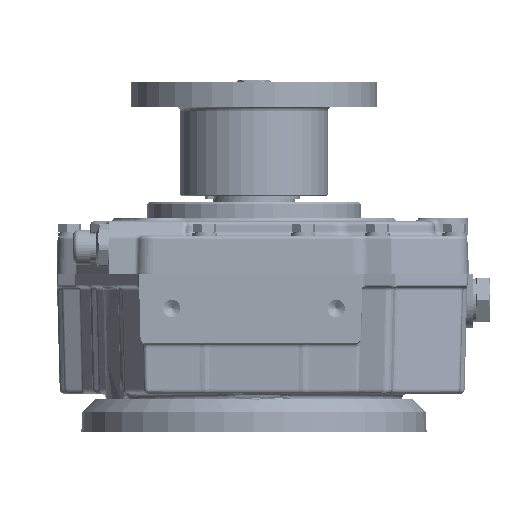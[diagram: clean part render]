
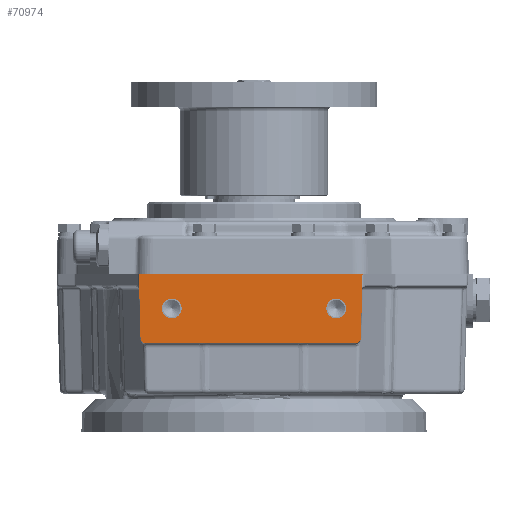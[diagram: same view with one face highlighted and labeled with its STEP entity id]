
A CAD part, left-side view. The second image highlights one B-rep face of the part: STEP entity #70974.
In plain terms, the highlighted planar face has unit normal (-1, 0, 0).
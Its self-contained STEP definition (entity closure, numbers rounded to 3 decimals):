
#65480 = VERTEX_POINT ( 'NONE', #133346 ) ;
#65482 = EDGE_CURVE ( 'NONE', #65480, #65483, #133531, .T. ) ;
#65483 = VERTEX_POINT ( 'NONE', #133521 ) ;
#65575 = VERTEX_POINT ( 'NONE', #133955 ) ;
#65667 = EDGE_CURVE ( 'NONE', #65575, #65670, #134593, .T. ) ;
#65670 = VERTEX_POINT ( 'NONE', #134579 ) ;
#67075 = VERTEX_POINT ( 'NONE', #144856 ) ;
#67077 = EDGE_CURVE ( 'NONE', #67079, #67075, #144851, .T. ) ;
#67079 = VERTEX_POINT ( 'NONE', #144844 ) ;
#70794 = EDGE_CURVE ( 'NONE', #70796, #67079, #168907, .T. ) ;
#70796 = VERTEX_POINT ( 'NONE', #168872 ) ;
#70811 = EDGE_CURVE ( 'NONE', #67075, #70853, #169151, .T. ) ;
#70853 = VERTEX_POINT ( 'NONE', #169253 ) ;
#70893 = VERTEX_POINT ( 'NONE', #169533 ) ;
#70908 = VERTEX_POINT ( 'NONE', #169578 ) ;
#70929 = EDGE_CURVE ( 'NONE', #70908, #70796, #169638, .T. ) ;
#70941 = EDGE_LOOP ( 'NONE', ( #70942, #70943, #70945, #70946, #70947, #70949 ) ) ;
#70942 = ORIENTED_EDGE ( 'NONE', *, *, #70973, .T. ) ;
#70943 = ORIENTED_EDGE ( 'NONE', *, *, #70992, .T. ) ;
#70945 = ORIENTED_EDGE ( 'NONE', *, *, #70929, .T. ) ;
#70946 = ORIENTED_EDGE ( 'NONE', *, *, #70794, .T. ) ;
#70947 = ORIENTED_EDGE ( 'NONE', *, *, #67077, .T. ) ;
#70949 = ORIENTED_EDGE ( 'NONE', *, *, #70811, .T. ) ;
#70973 = EDGE_CURVE ( 'NONE', #70853, #70893, #169953, .T. ) ;
#70974 = ADVANCED_FACE ( 'NONE', ( #169912, #169911, #169910 ), #170040, .F. ) ;
#70976 = EDGE_LOOP ( 'NONE', ( #70977, #70979 ) ) ;
#70977 = ORIENTED_EDGE ( 'NONE', *, *, #70978, .F. ) ;
#70978 = EDGE_CURVE ( 'NONE', #65483, #65480, #170020, .T. ) ;
#70979 = ORIENTED_EDGE ( 'NONE', *, *, #65482, .F. ) ;
#70980 = EDGE_LOOP ( 'NONE', ( #70981, #70984 ) ) ;
#70981 = ORIENTED_EDGE ( 'NONE', *, *, #70983, .F. ) ;
#70983 = EDGE_CURVE ( 'NONE', #65670, #65575, #169998, .T. ) ;
#70984 = ORIENTED_EDGE ( 'NONE', *, *, #65667, .F. ) ;
#70992 = EDGE_CURVE ( 'NONE', #70893, #70908, #169973, .T. ) ;
#133346 = CARTESIAN_POINT ( 'NONE',  ( -225., 50., -27. ) ) ;
#133521 = CARTESIAN_POINT ( 'NONE',  ( -225., 50., -15. ) ) ;
#133524 = DIRECTION ( 'NONE',  ( 0., 0., 1. ) ) ;
#133526 = DIRECTION ( 'NONE',  ( -1., 0., 0. ) ) ;
#133528 = CARTESIAN_POINT ( 'NONE',  ( -225., 50., -21. ) ) ;
#133529 = AXIS2_PLACEMENT_3D ( 'NONE', #133528, #133526, #133524 ) ;
#133531 = CIRCLE ( 'NONE', #133529, 6. ) ;
#133955 = CARTESIAN_POINT ( 'NONE',  ( -225., -50., -27. ) ) ;
#134579 = CARTESIAN_POINT ( 'NONE',  ( -225., -50., -15. ) ) ;
#134581 = DIRECTION ( 'NONE',  ( 0., 0., 1. ) ) ;
#134584 = DIRECTION ( 'NONE',  ( -1., 0., 0. ) ) ;
#134588 = CARTESIAN_POINT ( 'NONE',  ( -225., -50., -21. ) ) ;
#134591 = AXIS2_PLACEMENT_3D ( 'NONE', #134588, #134584, #134581 ) ;
#134593 = CIRCLE ( 'NONE', #134591, 6. ) ;
#144844 = CARTESIAN_POINT ( 'NONE',  ( -225., -66., 0. ) ) ;
#144846 = DIRECTION ( 'NONE',  ( 0., 1., 0. ) ) ;
#144847 = VECTOR ( 'NONE', #144846, 1000. ) ;
#144849 = CARTESIAN_POINT ( 'NONE',  ( -225., -66., 0. ) ) ;
#144851 = LINE ( 'NONE', #144849, #144847 ) ;
#144856 = CARTESIAN_POINT ( 'NONE',  ( -225., 70., 0. ) ) ;
#168872 = CARTESIAN_POINT ( 'NONE',  ( -225., -64.977, -39.079 ) ) ;
#168878 = DIRECTION ( 'NONE',  ( 0., -0.026, 1. ) ) ;
#168879 = VECTOR ( 'NONE', #168878, 1000. ) ;
#168881 = CARTESIAN_POINT ( 'NONE',  ( -225., -66., 0. ) ) ;
#168907 = LINE ( 'NONE', #168881, #168879 ) ;
#169145 = DIRECTION ( 'NONE',  ( 0., -0.026, -1. ) ) ;
#169147 = VECTOR ( 'NONE', #169145, 1000. ) ;
#169150 = CARTESIAN_POINT ( 'NONE',  ( -225., 70., 0. ) ) ;
#169151 = LINE ( 'NONE', #169150, #169147 ) ;
#169253 = CARTESIAN_POINT ( 'NONE',  ( -225., 68.977, -39.079 ) ) ;
#169533 = CARTESIAN_POINT ( 'NONE',  ( -225., 65.978, -42. ) ) ;
#169578 = CARTESIAN_POINT ( 'NONE',  ( -225., -61.978, -42. ) ) ;
#169632 = DIRECTION ( 'NONE',  ( -1., 0., 0. ) ) ;
#169634 = CARTESIAN_POINT ( 'NONE',  ( -225., -61.978, -39. ) ) ;
#169636 = AXIS2_PLACEMENT_3D ( 'NONE', #169634, #169632, #169789 ) ;
#169638 = CIRCLE ( 'NONE', #169636, 3. ) ;
#169789 = DIRECTION ( 'NONE',  ( 0., 0., -1. ) ) ;
#169910 = FACE_OUTER_BOUND ( 'NONE', #70941, .T. ) ;
#169911 = FACE_BOUND ( 'NONE', #70980, .T. ) ;
#169912 = FACE_BOUND ( 'NONE', #70976, .T. ) ;
#169913 = DIRECTION ( 'NONE',  ( 0., 0., 1. ) ) ;
#169949 = DIRECTION ( 'NONE',  ( -1., 0., 0. ) ) ;
#169950 = CARTESIAN_POINT ( 'NONE',  ( -225., 65.978, -39. ) ) ;
#169951 = AXIS2_PLACEMENT_3D ( 'NONE', #169950, #169949, #169913 ) ;
#169953 = CIRCLE ( 'NONE', #169951, 3. ) ;
#169970 = VECTOR ( 'NONE', #170143, 1000. ) ;
#169972 = CARTESIAN_POINT ( 'NONE',  ( -225., 65.978, -42. ) ) ;
#169973 = LINE ( 'NONE', #169972, #169970 ) ;
#169990 = DIRECTION ( 'NONE',  ( 0., 0., 1. ) ) ;
#169992 = DIRECTION ( 'NONE',  ( -1., 0., 0. ) ) ;
#169995 = CARTESIAN_POINT ( 'NONE',  ( -225., -50., -21. ) ) ;
#169997 = AXIS2_PLACEMENT_3D ( 'NONE', #169995, #169992, #169990 ) ;
#169998 = CIRCLE ( 'NONE', #169997, 6. ) ;
#170007 = DIRECTION ( 'NONE',  ( 0., 0., 1. ) ) ;
#170010 = DIRECTION ( 'NONE',  ( -1., 0., 0. ) ) ;
#170015 = CARTESIAN_POINT ( 'NONE',  ( -225., 50., -21. ) ) ;
#170017 = AXIS2_PLACEMENT_3D ( 'NONE', #170015, #170010, #170007 ) ;
#170020 = CIRCLE ( 'NONE', #170017, 6. ) ;
#170028 = DIRECTION ( 'NONE',  ( 0., 0., 1. ) ) ;
#170030 = DIRECTION ( 'NONE',  ( 1., 0., 0. ) ) ;
#170033 = CARTESIAN_POINT ( 'NONE',  ( -225., 65.978, -39. ) ) ;
#170035 = AXIS2_PLACEMENT_3D ( 'NONE', #170033, #170030, #170028 ) ;
#170040 = PLANE ( 'NONE',  #170035 ) ;
#170143 = DIRECTION ( 'NONE',  ( 0., -1., 0. ) ) ;
